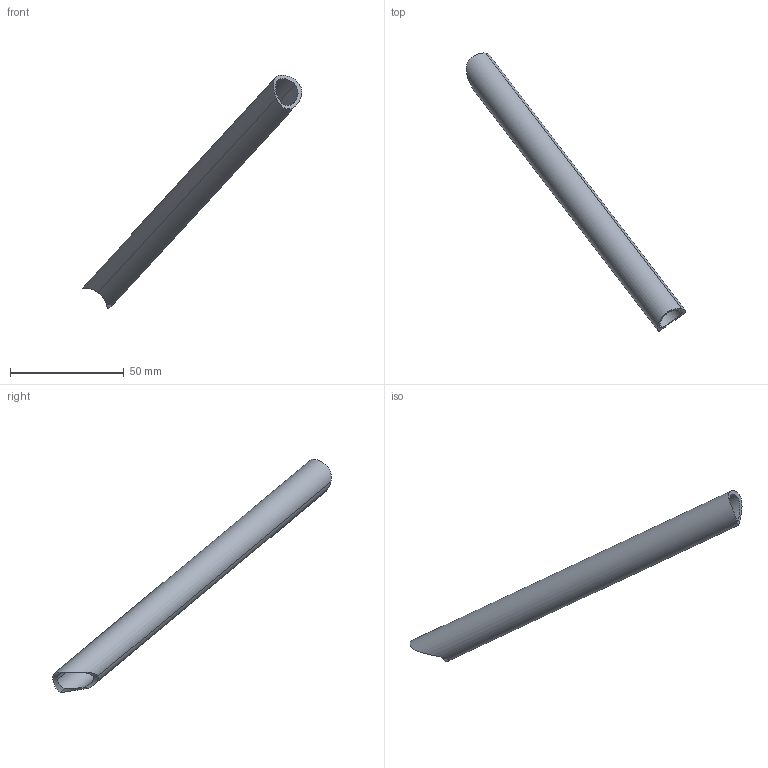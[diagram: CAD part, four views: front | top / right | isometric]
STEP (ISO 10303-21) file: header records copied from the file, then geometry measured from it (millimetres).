
FILE_DESCRIPTION(('STEP AP214'),'1');
FILE_NAME('62.stp','2018-02-08T14:10:55',(' '),(' '),'Spatial InterOp 3D',' ',' ');
FILE_SCHEMA(('automotive_design'));
Length unit declared in the file: metre
Products named in the file (1): Corps1
Bounding box: 96.66 x 122.59 x 102.89 mm (x, y, z)
Volume: 10382.1 mm3; surface area: 14015.3 mm2
Topology: 1 solids, 1 shells, 7 faces, 22 edges, 16 vertices
Faces by surface type: cylinder 7
Entity records: 710 total; most frequent: CARTESIAN_POINT 453, ORIENTED_EDGE 44, DIRECTION 24, EDGE_CURVE 22, VERTEX_POINT 16, B_SPLINE_CURVE_WITH_KNOTS 16, AXIS2_PLACEMENT_3D 10, STYLED_ITEM 8
